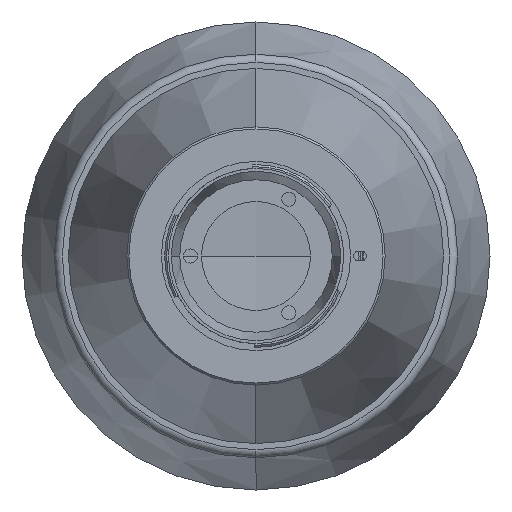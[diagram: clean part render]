
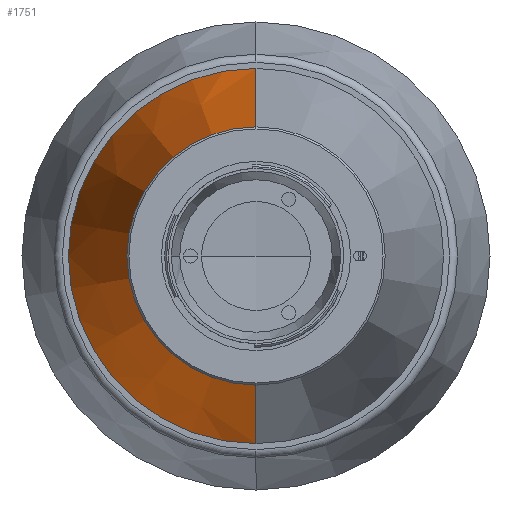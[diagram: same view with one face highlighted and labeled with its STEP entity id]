
A CAD part, left-side view. The second image highlights one B-rep face of the part: STEP entity #1751.
In plain terms, the highlighted conical face has half-angle 13.358 degrees and reference radius 46.5 mm.
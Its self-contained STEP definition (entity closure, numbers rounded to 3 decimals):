
#331 = DIRECTION ( 'NONE',  ( 0.973, 0., 0.231 ) ) ;
#332 = CARTESIAN_POINT ( 'NONE',  ( 199.324, 0., 46.5 ) ) ;
#911 = DIRECTION ( 'NONE',  ( 0., 0., -1. ) ) ;
#912 = DIRECTION ( 'NONE',  ( 1., 0., 0. ) ) ;
#913 = CARTESIAN_POINT ( 'NONE',  ( 199.324, 0., 0. ) ) ;
#1751 = ADVANCED_FACE ( 'NONE', ( #4155 ), #3287, .T. ) ;
#1827 = EDGE_CURVE ( 'NONE', #2363, #2211, #4027, .T. ) ;
#1867 = EDGE_CURVE ( 'NONE', #2213, #2363, #4315, .T. ) ;
#1876 = EDGE_CURVE ( 'NONE', #2211, #2194, #4342, .T. ) ;
#1886 = EDGE_CURVE ( 'NONE', #2213, #2194, #3725, .T. ) ;
#2194 = VERTEX_POINT ( 'NONE', #2529 ) ;
#2211 = VERTEX_POINT ( 'NONE', #2475 ) ;
#2213 = VERTEX_POINT ( 'NONE', #2462 ) ;
#2312 = EDGE_LOOP ( 'NONE', ( #3862, #3804, #3829, #3768 ) ) ;
#2363 = VERTEX_POINT ( 'NONE', #2627 ) ;
#2396 = CARTESIAN_POINT ( 'NONE',  ( 199.324, 0., -46.5 ) ) ;
#2398 = DIRECTION ( 'NONE',  ( 0.973, 0., -0.231 ) ) ;
#2462 = CARTESIAN_POINT ( 'NONE',  ( 85.375, 0., -19.441 ) ) ;
#2475 = CARTESIAN_POINT ( 'NONE',  ( 199.324, 0., 46.5 ) ) ;
#2529 = CARTESIAN_POINT ( 'NONE',  ( 199.324, 0., -46.5 ) ) ;
#2627 = CARTESIAN_POINT ( 'NONE',  ( 85.375, 0., 19.441 ) ) ;
#2674 = DIRECTION ( 'NONE',  ( 0., 0., 1. ) ) ;
#2762 = CARTESIAN_POINT ( 'NONE',  ( 199.324, 0., 0. ) ) ;
#2774 = DIRECTION ( 'NONE',  ( -1., 0., 0. ) ) ;
#2870 = DIRECTION ( 'NONE',  ( 1., 0., 0. ) ) ;
#2871 = DIRECTION ( 'NONE',  ( 0., 0., -1. ) ) ;
#2875 = CARTESIAN_POINT ( 'NONE',  ( 85.375, 0., 0. ) ) ;
#2936 = VECTOR ( 'NONE', #331, 1000. ) ;
#3287 = CONICAL_SURFACE ( 'NONE', #3307, 46.5, 0.233 ) ;
#3307 = AXIS2_PLACEMENT_3D ( 'NONE', #913, #912, #911 ) ;
#3725 = LINE ( 'NONE', #2396, #4255 ) ;
#3768 = ORIENTED_EDGE ( 'NONE', *, *, #1886, .F. ) ;
#3804 = ORIENTED_EDGE ( 'NONE', *, *, #1827, .T. ) ;
#3829 = ORIENTED_EDGE ( 'NONE', *, *, #1876, .T. ) ;
#3862 = ORIENTED_EDGE ( 'NONE', *, *, #1867, .T. ) ;
#4027 = LINE ( 'NONE', #332, #2936 ) ;
#4155 = FACE_OUTER_BOUND ( 'NONE', #2312, .T. ) ;
#4255 = VECTOR ( 'NONE', #2398, 1000. ) ;
#4313 = AXIS2_PLACEMENT_3D ( 'NONE', #2875, #2870, #2871 ) ;
#4315 = CIRCLE ( 'NONE', #4313, 19.441 ) ;
#4338 = AXIS2_PLACEMENT_3D ( 'NONE', #2762, #2774, #2674 ) ;
#4342 = CIRCLE ( 'NONE', #4338, 46.5 ) ;
